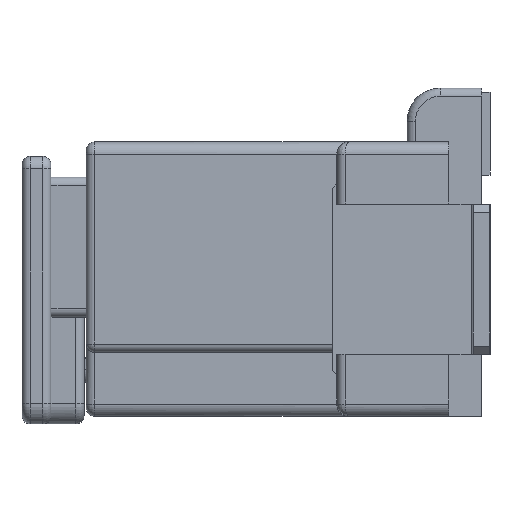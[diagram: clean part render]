
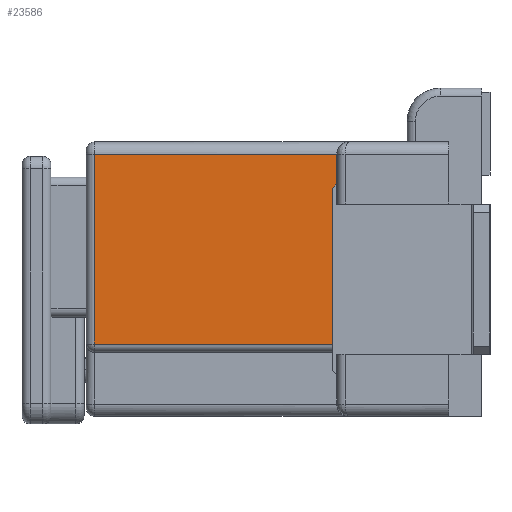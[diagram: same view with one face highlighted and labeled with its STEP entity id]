
A CAD part, left-side view. The second image highlights one B-rep face of the part: STEP entity #23586.
In plain terms, the highlighted planar face has unit normal (-1, 0, 0).
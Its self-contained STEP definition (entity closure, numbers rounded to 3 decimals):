
#1283 = VERTEX_POINT ( 'NONE', #4301 ) ;
#2459 = VERTEX_POINT ( 'NONE', #10699 ) ;
#2589 = EDGE_CURVE ( 'NONE', #2459, #16943, #26565, .T. ) ;
#2697 = LINE ( 'NONE', #6677, #19474 ) ;
#2949 = DIRECTION ( 'NONE',  ( 0., 0., -1. ) ) ;
#4301 = CARTESIAN_POINT ( 'NONE',  ( -5.15, -6.05, -1.565 ) ) ;
#5019 = VERTEX_POINT ( 'NONE', #18624 ) ;
#5098 = VECTOR ( 'NONE', #2949, 1000. ) ;
#5246 = CARTESIAN_POINT ( 'NONE',  ( -5.15, -6.05, 3.015 ) ) ;
#5364 = CARTESIAN_POINT ( 'NONE',  ( -5.15, -6.05, 3.315 ) ) ;
#6611 = DIRECTION ( 'NONE',  ( 0., 0., 1. ) ) ;
#6677 = CARTESIAN_POINT ( 'NONE',  ( -5.15, -0.2, 3.015 ) ) ;
#9106 = CARTESIAN_POINT ( 'NONE',  ( -5.15, 0., 3.015 ) ) ;
#9658 = LINE ( 'NONE', #5364, #5098 ) ;
#10699 = CARTESIAN_POINT ( 'NONE',  ( -5.15, -0.2, 3.015 ) ) ;
#11048 = DIRECTION ( 'NONE',  ( 1., 0., 0. ) ) ;
#11532 = DIRECTION ( 'NONE',  ( 0., -1., 0. ) ) ;
#12946 = ORIENTED_EDGE ( 'NONE', *, *, #21267, .F. ) ;
#14010 = FACE_OUTER_BOUND ( 'NONE', #21266, .T. ) ;
#15348 = VECTOR ( 'NONE', #17108, 1000. ) ;
#15437 = VECTOR ( 'NONE', #11532, 1000. ) ;
#16943 = VERTEX_POINT ( 'NONE', #5246 ) ;
#17108 = DIRECTION ( 'NONE',  ( 0., 1., 0. ) ) ;
#17463 = ORIENTED_EDGE ( 'NONE', *, *, #2589, .F. ) ;
#18624 = CARTESIAN_POINT ( 'NONE',  ( -5.15, -0.2, -1.565 ) ) ;
#19474 = VECTOR ( 'NONE', #20192, 1000. ) ;
#20192 = DIRECTION ( 'NONE',  ( 0., 0., 1. ) ) ;
#21218 = CARTESIAN_POINT ( 'NONE',  ( -5.15, 0., -1.565 ) ) ;
#21266 = EDGE_LOOP ( 'NONE', ( #12946, #21431, #17463, #26618 ) ) ;
#21267 = EDGE_CURVE ( 'NONE', #1283, #5019, #23360, .T. ) ;
#21431 = ORIENTED_EDGE ( 'NONE', *, *, #25009, .F. ) ;
#22790 = EDGE_CURVE ( 'NONE', #5019, #2459, #2697, .T. ) ;
#23360 = LINE ( 'NONE', #21218, #15348 ) ;
#23586 = ADVANCED_FACE ( 'NONE', ( #14010 ), #27225, .F. ) ;
#23952 = CARTESIAN_POINT ( 'NONE',  ( -5.15, 0., 3.315 ) ) ;
#24121 = AXIS2_PLACEMENT_3D ( 'NONE', #23952, #11048, #6611 ) ;
#25009 = EDGE_CURVE ( 'NONE', #16943, #1283, #9658, .T. ) ;
#26565 = LINE ( 'NONE', #9106, #15437 ) ;
#26618 = ORIENTED_EDGE ( 'NONE', *, *, #22790, .F. ) ;
#27225 = PLANE ( 'NONE',  #24121 ) ;
